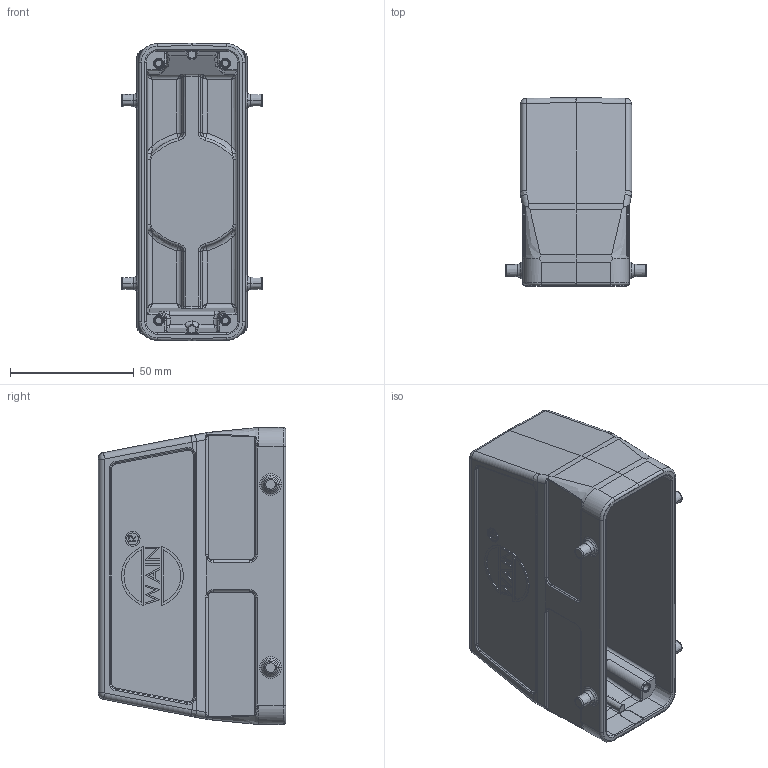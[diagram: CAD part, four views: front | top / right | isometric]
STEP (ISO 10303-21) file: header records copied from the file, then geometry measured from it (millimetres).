
FILE_DESCRIPTION((''),'2;1');
FILE_NAME('____46','2019-09-10T',('zl.chen'),(''),'PRO/ENGINEER BY PARAMETRIC TECHNOLOGY CORPORATION, 2013430','PRO/ENGINEER BY PARAMETRIC TECHNOLOGY CORPORATION, 2013430','');
FILE_SCHEMA(('CONFIG_CONTROL_DESIGN','SHAPE_APPEARANCE_LAYERS_GROUPS'));
Length unit declared in the file: millimetre
Products named in the file (1): ____46
Bounding box: 57 x 76 x 120.2 mm (x, y, z)
Volume: 96111.6 mm3; surface area: 53767.1 mm2
Topology: 1 solids, 1 shells, 719 faces, 1751 edges, 1045 vertices
Faces by surface type: plane 239, cylinder 191, bspline 136, torus 85, cone 50, extrusion 10, sphere 8
Entity records: 29042 total; most frequent: CARTESIAN_POINT 13042, ORIENTED_EDGE 3446, DIRECTION 3005, EDGE_CURVE 1723, AXIS2_PLACEMENT_3D 1101, VERTEX_POINT 1045, VECTOR 803, LINE 793
